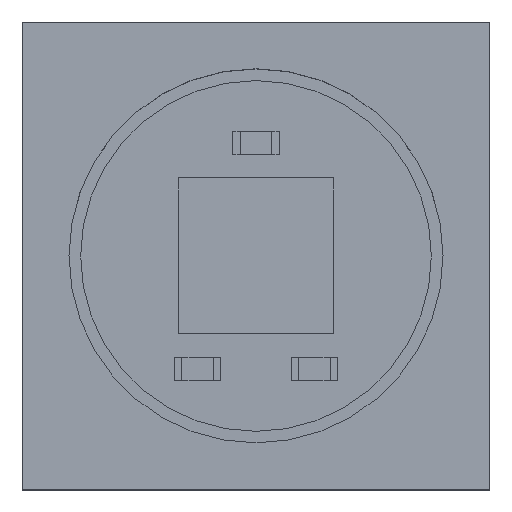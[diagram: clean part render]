
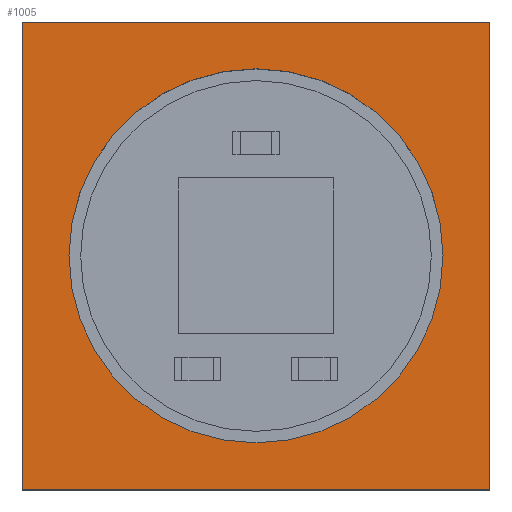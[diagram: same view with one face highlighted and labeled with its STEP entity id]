
A CAD part, top view. The second image highlights one B-rep face of the part: STEP entity #1005.
In plain terms, the highlighted planar face has unit normal (0, 0, 1).
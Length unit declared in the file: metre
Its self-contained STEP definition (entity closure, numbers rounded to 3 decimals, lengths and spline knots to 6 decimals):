
#1005=ADVANCED_FACE('1:47055',(#1679,#1680),#1681,.T.);
#1679=FACE_BOUND('',#2219,.T.);
#1680=FACE_OUTER_BOUND('',#2220,.T.);
#1681=PLANE('',#2221);
#2219=EDGE_LOOP('',(#3302,#3303));
#2220=EDGE_LOOP('',(#3304,#3305,#3306,#3307));
#2221=AXIS2_PLACEMENT_3D('',#3308,#3309,#3310);
#3302=ORIENTED_EDGE('',*,*,#3727,.F.);
#3303=ORIENTED_EDGE('',*,*,#3732,.F.);
#3304=ORIENTED_EDGE('',*,*,#3748,.F.);
#3305=ORIENTED_EDGE('',*,*,#3736,.F.);
#3306=ORIENTED_EDGE('',*,*,#3741,.F.);
#3307=ORIENTED_EDGE('',*,*,#3745,.F.);
#3308=CARTESIAN_POINT('',(0.003,0.003,0.00135));
#3309=DIRECTION('',(0.0,-0.0,1.0));
#3310=DIRECTION('',(0.0,1.0,0.0));
#3727=EDGE_CURVE('1:47061',#4339,#4342,#4343,.T.);
#3732=EDGE_CURVE('',#4342,#4339,#4349,.T.);
#3736=EDGE_CURVE('1:47070',#4354,#4356,#4357,.T.);
#3741=EDGE_CURVE('1:47082',#4362,#4354,#4364,.T.);
#3745=EDGE_CURVE('1:47091',#4368,#4362,#4370,.T.);
#3748=EDGE_CURVE('1:47097',#4356,#4368,#4373,.T.);
#4339=VERTEX_POINT('',#5203);
#4342=VERTEX_POINT('',#5207);
#4343=CIRCLE('',#5208,0.0024);
#4349=CIRCLE('',#5215,0.0024);
#4354=VERTEX_POINT('',#5221);
#4356=VERTEX_POINT('',#5224);
#4357=LINE('',#5225,#5226);
#4362=VERTEX_POINT('',#5233);
#4364=LINE('',#5236,#5237);
#4368=VERTEX_POINT('',#5242);
#4370=LINE('',#5245,#5246);
#4373=LINE('',#5250,#5251);
#5203=CARTESIAN_POINT('',(0.0054,0.003,0.00135));
#5207=CARTESIAN_POINT('',(0.0006,0.003,0.00135));
#5208=AXIS2_PLACEMENT_3D('',#5585,#5586,#5587);
#5215=AXIS2_PLACEMENT_3D('',#5595,#5596,#5597);
#5221=CARTESIAN_POINT('',(0.0,0.0,0.00135));
#5224=CARTESIAN_POINT('',(0.0,0.006,0.00135));
#5225=CARTESIAN_POINT('',(0.0,0.0,0.00135));
#5226=VECTOR('',#5600,1.0);
#5233=CARTESIAN_POINT('',(0.006,0.0,0.00135));
#5236=CARTESIAN_POINT('',(0.006,0.0,0.00135));
#5237=VECTOR('',#5604,1.0);
#5242=CARTESIAN_POINT('',(0.006,0.006,0.00135));
#5245=CARTESIAN_POINT('',(0.006,0.006,0.00135));
#5246=VECTOR('',#5607,1.0);
#5250=CARTESIAN_POINT('',(0.0,0.006,0.00135));
#5251=VECTOR('',#5609,1.0);
#5585=CARTESIAN_POINT('',(0.003,0.003,0.00135));
#5586=DIRECTION('',(0.0,0.0,1.0));
#5587=DIRECTION('',(1.0,0.0,0.0));
#5595=CARTESIAN_POINT('',(0.003,0.003,0.00135));
#5596=DIRECTION('',(0.0,0.0,1.0));
#5597=DIRECTION('',(1.0,0.0,0.0));
#5600=DIRECTION('',(0.0,1.0,0.0));
#5604=DIRECTION('',(-1.0,0.0,0.0));
#5607=DIRECTION('',(0.0,-1.0,0.0));
#5609=DIRECTION('',(1.0,0.0,0.0));
